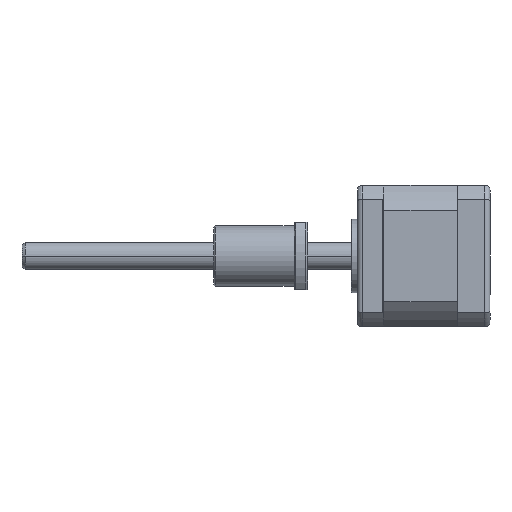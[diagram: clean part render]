
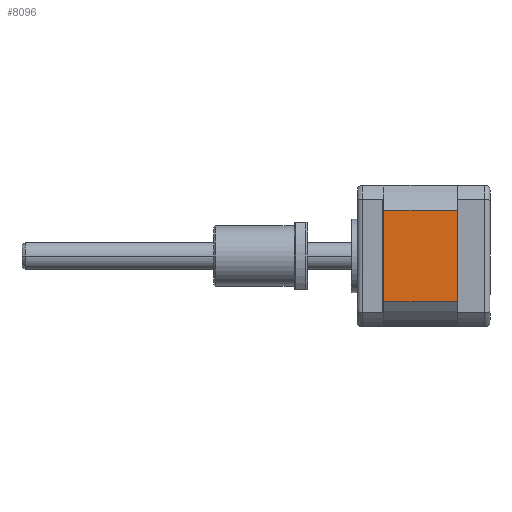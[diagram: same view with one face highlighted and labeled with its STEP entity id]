
A CAD part, left-side view. The second image highlights one B-rep face of the part: STEP entity #8096.
In plain terms, the highlighted planar face has unit normal (-1, 0, 0).
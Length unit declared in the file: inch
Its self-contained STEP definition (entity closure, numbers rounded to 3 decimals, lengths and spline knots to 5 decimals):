
#164 = AXIS2_PLACEMENT_3D ( 'NONE', #4101, #13439, #8315 ) ;
#655 = VECTOR ( 'NONE', #8342, 39.37008 ) ;
#867 = VERTEX_POINT ( 'NONE', #2208 ) ;
#1271 = VERTEX_POINT ( 'NONE', #3898 ) ;
#1451 = VECTOR ( 'NONE', #2408, 39.37008 ) ;
#1604 = CARTESIAN_POINT ( 'NONE',  ( -1.01609, -0.46485, 0.11984 ) ) ;
#1819 = ORIENTED_EDGE ( 'NONE', *, *, #10480, .F. ) ;
#2066 = EDGE_LOOP ( 'NONE', ( #14568, #1819, #7440, #14308 ) ) ;
#2208 = CARTESIAN_POINT ( 'NONE',  ( -1.01609, -0.46485, 0.11984 ) ) ;
#2397 = FACE_OUTER_BOUND ( 'NONE', #2066, .T. ) ;
#2408 = DIRECTION ( 'NONE',  ( 0., 0., -1. ) ) ;
#2813 = DIRECTION ( 'NONE',  ( 0., 1., 0. ) ) ;
#3613 = CARTESIAN_POINT ( 'NONE',  ( -1.01609, 0.40129, 0.11984 ) ) ;
#3898 = CARTESIAN_POINT ( 'NONE',  ( -1.01609, -0.46485, 1.19024 ) ) ;
#4101 = CARTESIAN_POINT ( 'NONE',  ( -1.01609, -0.46485, 0.11984 ) ) ;
#4160 = VECTOR ( 'NONE', #2813, 39.37008 ) ;
#7440 = ORIENTED_EDGE ( 'NONE', *, *, #11144, .F. ) ;
#8096 = ADVANCED_FACE ( 'NONE', ( #2397 ), #9654, .F. ) ;
#8163 = VERTEX_POINT ( 'NONE', #13486 ) ;
#8315 = DIRECTION ( 'NONE',  ( 0., 0., 1. ) ) ;
#8342 = DIRECTION ( 'NONE',  ( 0., 0., -1. ) ) ;
#8528 = LINE ( 'NONE', #3613, #1451 ) ;
#8564 = EDGE_CURVE ( 'NONE', #8163, #14086, #8528, .T. ) ;
#8620 = EDGE_CURVE ( 'NONE', #1271, #8163, #10794, .T. ) ;
#8959 = CARTESIAN_POINT ( 'NONE',  ( -1.01609, -0.46485, 1.19024 ) ) ;
#9654 = PLANE ( 'NONE',  #164 ) ;
#10480 = EDGE_CURVE ( 'NONE', #867, #14086, #11246, .T. ) ;
#10794 = LINE ( 'NONE', #8959, #15234 ) ;
#11144 = EDGE_CURVE ( 'NONE', #1271, #867, #12074, .T. ) ;
#11231 = CARTESIAN_POINT ( 'NONE',  ( -1.01609, -0.46485, 0.11984 ) ) ;
#11246 = LINE ( 'NONE', #1604, #4160 ) ;
#12074 = LINE ( 'NONE', #11231, #655 ) ;
#13190 = DIRECTION ( 'NONE',  ( 0., 1., 0. ) ) ;
#13439 = DIRECTION ( 'NONE',  ( 1., 0., 0. ) ) ;
#13486 = CARTESIAN_POINT ( 'NONE',  ( -1.01609, 0.40129, 1.19024 ) ) ;
#14086 = VERTEX_POINT ( 'NONE', #16170 ) ;
#14308 = ORIENTED_EDGE ( 'NONE', *, *, #8620, .T. ) ;
#14568 = ORIENTED_EDGE ( 'NONE', *, *, #8564, .T. ) ;
#15234 = VECTOR ( 'NONE', #13190, 39.37008 ) ;
#16170 = CARTESIAN_POINT ( 'NONE',  ( -1.01609, 0.40129, 0.11984 ) ) ;
